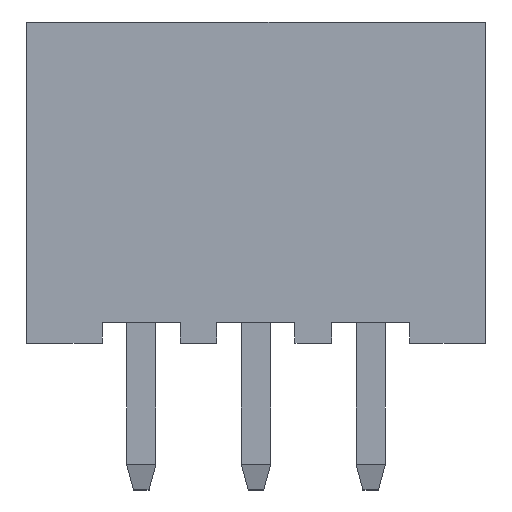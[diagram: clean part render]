
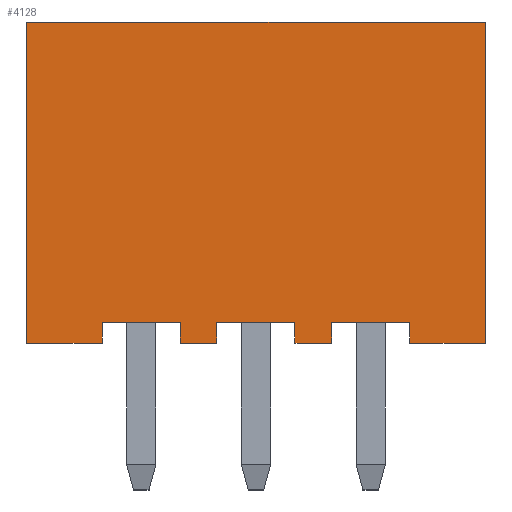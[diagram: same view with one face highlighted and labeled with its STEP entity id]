
A CAD part, front view. The second image highlights one B-rep face of the part: STEP entity #4128.
In plain terms, the highlighted planar face has unit normal (0, -1, 0).
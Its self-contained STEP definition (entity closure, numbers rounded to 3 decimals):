
#10 = DIRECTION ( 'NONE',  ( 0., 0., 1. ) ) ;
#307 = VECTOR ( 'NONE', #2683, 1000. ) ;
#425 = DIRECTION ( 'NONE',  ( 1., 0., 0. ) ) ;
#431 = EDGE_CURVE ( 'NONE', #18001, #16504, #7699, .T. ) ;
#724 = CARTESIAN_POINT ( 'NONE',  ( 3.35, -2.875, 0.45 ) ) ;
#975 = EDGE_CURVE ( 'NONE', #3157, #9472, #1249, .T. ) ;
#981 = VERTEX_POINT ( 'NONE', #14150 ) ;
#1039 = CARTESIAN_POINT ( 'NONE',  ( -0.85, -2.875, 0. ) ) ;
#1249 = LINE ( 'NONE', #11116, #17324 ) ;
#1267 = VERTEX_POINT ( 'NONE', #5446 ) ;
#2133 = CARTESIAN_POINT ( 'NONE',  ( 1.65, -2.875, 0.45 ) ) ;
#2321 = LINE ( 'NONE', #10645, #5907 ) ;
#2393 = VECTOR ( 'NONE', #6638, 1000. ) ;
#2683 = DIRECTION ( 'NONE',  ( 1., 0., 0. ) ) ;
#2717 = EDGE_CURVE ( 'NONE', #13637, #4507, #11958, .T. ) ;
#3015 = VERTEX_POINT ( 'NONE', #1039 ) ;
#3157 = VERTEX_POINT ( 'NONE', #11745 ) ;
#3803 = CARTESIAN_POINT ( 'NONE',  ( 5., -2.875, 0. ) ) ;
#3919 = CARTESIAN_POINT ( 'NONE',  ( 5., -2.875, 0. ) ) ;
#3952 = EDGE_CURVE ( 'NONE', #4889, #1267, #14225, .T. ) ;
#4007 = DIRECTION ( 'NONE',  ( 0., 0., 1. ) ) ;
#4059 = CARTESIAN_POINT ( 'NONE',  ( 5., -2.875, 7. ) ) ;
#4128 = ADVANCED_FACE ( 'NONE', ( #13575 ), #17734, .F. ) ;
#4507 = VERTEX_POINT ( 'NONE', #13422 ) ;
#4820 = VERTEX_POINT ( 'NONE', #7661 ) ;
#4827 = EDGE_CURVE ( 'NONE', #5619, #16230, #17463, .T. ) ;
#4889 = VERTEX_POINT ( 'NONE', #4059 ) ;
#5082 = ORIENTED_EDGE ( 'NONE', *, *, #431, .T. ) ;
#5227 = ORIENTED_EDGE ( 'NONE', *, *, #12438, .F. ) ;
#5446 = CARTESIAN_POINT ( 'NONE',  ( 5., -2.875, 0. ) ) ;
#5619 = VERTEX_POINT ( 'NONE', #9568 ) ;
#5870 = VECTOR ( 'NONE', #7852, 1000. ) ;
#5907 = VECTOR ( 'NONE', #7829, 1000. ) ;
#5975 = EDGE_CURVE ( 'NONE', #4507, #4820, #18186, .T. ) ;
#6204 = CARTESIAN_POINT ( 'NONE',  ( -1.65, -2.875, 0. ) ) ;
#6231 = CARTESIAN_POINT ( 'NONE',  ( 0.85, -2.875, 0.45 ) ) ;
#6286 = EDGE_CURVE ( 'NONE', #14016, #18001, #2321, .T. ) ;
#6334 = DIRECTION ( 'NONE',  ( 0., 1., 0. ) ) ;
#6638 = DIRECTION ( 'NONE',  ( 0., 0., 1. ) ) ;
#6662 = LINE ( 'NONE', #3919, #5870 ) ;
#6778 = ORIENTED_EDGE ( 'NONE', *, *, #975, .T. ) ;
#6904 = LINE ( 'NONE', #8278, #11741 ) ;
#6905 = CARTESIAN_POINT ( 'NONE',  ( 0.85, -2.875, 0. ) ) ;
#6933 = ORIENTED_EDGE ( 'NONE', *, *, #7939, .T. ) ;
#6953 = ORIENTED_EDGE ( 'NONE', *, *, #10371, .T. ) ;
#7041 = AXIS2_PLACEMENT_3D ( 'NONE', #12076, #6334, #11976 ) ;
#7653 = VECTOR ( 'NONE', #10, 1000. ) ;
#7661 = CARTESIAN_POINT ( 'NONE',  ( 0.85, -2.875, 0. ) ) ;
#7699 = LINE ( 'NONE', #11698, #12478 ) ;
#7829 = DIRECTION ( 'NONE',  ( 0., 0., -1. ) ) ;
#7852 = DIRECTION ( 'NONE',  ( 1., 0., 0. ) ) ;
#7916 = VECTOR ( 'NONE', #14107, 1000. ) ;
#7939 = EDGE_CURVE ( 'NONE', #981, #1267, #15049, .T. ) ;
#8278 = CARTESIAN_POINT ( 'NONE',  ( 3.35, -2.875, 0. ) ) ;
#8351 = LINE ( 'NONE', #13627, #14532 ) ;
#8464 = VECTOR ( 'NONE', #11788, 1000. ) ;
#8613 = CARTESIAN_POINT ( 'NONE',  ( -3.35, -2.875, 0.45 ) ) ;
#8626 = LINE ( 'NONE', #11528, #10766 ) ;
#8641 = EDGE_CURVE ( 'NONE', #10020, #3157, #8626, .T. ) ;
#8773 = EDGE_CURVE ( 'NONE', #16504, #10020, #10426, .T. ) ;
#9091 = VECTOR ( 'NONE', #12136, 1000. ) ;
#9257 = ORIENTED_EDGE ( 'NONE', *, *, #8773, .T. ) ;
#9472 = VERTEX_POINT ( 'NONE', #6204 ) ;
#9568 = CARTESIAN_POINT ( 'NONE',  ( 1.65, -2.875, 0. ) ) ;
#9600 = CARTESIAN_POINT ( 'NONE',  ( -3.35, -2.875, 0. ) ) ;
#9638 = CARTESIAN_POINT ( 'NONE',  ( 5., -2.875, 0. ) ) ;
#9853 = CARTESIAN_POINT ( 'NONE',  ( -0.85, -2.875, 0. ) ) ;
#9953 = VECTOR ( 'NONE', #12957, 1000. ) ;
#10020 = VERTEX_POINT ( 'NONE', #8613 ) ;
#10371 = EDGE_CURVE ( 'NONE', #15233, #981, #6904, .T. ) ;
#10426 = LINE ( 'NONE', #9600, #11194 ) ;
#10542 = LINE ( 'NONE', #724, #15735 ) ;
#10592 = ORIENTED_EDGE ( 'NONE', *, *, #3952, .F. ) ;
#10645 = CARTESIAN_POINT ( 'NONE',  ( -5., -2.875, 7. ) ) ;
#10766 = VECTOR ( 'NONE', #425, 1000. ) ;
#10792 = DIRECTION ( 'NONE',  ( 0., 0., -1. ) ) ;
#10932 = DIRECTION ( 'NONE',  ( 0., 0., -1. ) ) ;
#11116 = CARTESIAN_POINT ( 'NONE',  ( -1.65, -2.875, 0. ) ) ;
#11194 = VECTOR ( 'NONE', #4007, 1000. ) ;
#11350 = ORIENTED_EDGE ( 'NONE', *, *, #2717, .T. ) ;
#11528 = CARTESIAN_POINT ( 'NONE',  ( -1.65, -2.875, 0.45 ) ) ;
#11646 = ORIENTED_EDGE ( 'NONE', *, *, #12979, .T. ) ;
#11698 = CARTESIAN_POINT ( 'NONE',  ( 5., -2.875, 0. ) ) ;
#11735 = CARTESIAN_POINT ( 'NONE',  ( 3.35, -2.875, 0.45 ) ) ;
#11741 = VECTOR ( 'NONE', #10792, 1000. ) ;
#11745 = CARTESIAN_POINT ( 'NONE',  ( -1.65, -2.875, 0.45 ) ) ;
#11788 = DIRECTION ( 'NONE',  ( 1., 0., 0. ) ) ;
#11794 = DIRECTION ( 'NONE',  ( 1., 0., 0. ) ) ;
#11864 = EDGE_CURVE ( 'NONE', #3015, #13637, #15408, .T. ) ;
#11958 = LINE ( 'NONE', #6231, #8464 ) ;
#11976 = DIRECTION ( 'NONE',  ( 0., 0., -1. ) ) ;
#12076 = CARTESIAN_POINT ( 'NONE',  ( 5., -2.875, 7. ) ) ;
#12083 = CARTESIAN_POINT ( 'NONE',  ( -3.35, -2.875, 0. ) ) ;
#12136 = DIRECTION ( 'NONE',  ( 1., 0., 0. ) ) ;
#12292 = ORIENTED_EDGE ( 'NONE', *, *, #4827, .T. ) ;
#12438 = EDGE_CURVE ( 'NONE', #14016, #4889, #8351, .T. ) ;
#12478 = VECTOR ( 'NONE', #11794, 1000. ) ;
#12723 = CARTESIAN_POINT ( 'NONE',  ( -0.85, -2.875, 0.45 ) ) ;
#12957 = DIRECTION ( 'NONE',  ( 0., 0., -1. ) ) ;
#12979 = EDGE_CURVE ( 'NONE', #16230, #15233, #10542, .T. ) ;
#13088 = ORIENTED_EDGE ( 'NONE', *, *, #11864, .T. ) ;
#13422 = CARTESIAN_POINT ( 'NONE',  ( 0.85, -2.875, 0.45 ) ) ;
#13492 = CARTESIAN_POINT ( 'NONE',  ( 1.65, -2.875, 0. ) ) ;
#13575 = FACE_OUTER_BOUND ( 'NONE', #16304, .T. ) ;
#13627 = CARTESIAN_POINT ( 'NONE',  ( 5., -2.875, 7. ) ) ;
#13637 = VERTEX_POINT ( 'NONE', #12723 ) ;
#14016 = VERTEX_POINT ( 'NONE', #17794 ) ;
#14076 = ORIENTED_EDGE ( 'NONE', *, *, #6286, .T. ) ;
#14107 = DIRECTION ( 'NONE',  ( 0., 0., -1. ) ) ;
#14150 = CARTESIAN_POINT ( 'NONE',  ( 3.35, -2.875, 0. ) ) ;
#14186 = EDGE_CURVE ( 'NONE', #9472, #3015, #6662, .T. ) ;
#14225 = LINE ( 'NONE', #17103, #9953 ) ;
#14532 = VECTOR ( 'NONE', #15000, 1000. ) ;
#15000 = DIRECTION ( 'NONE',  ( 1., 0., 0. ) ) ;
#15049 = LINE ( 'NONE', #3803, #9091 ) ;
#15206 = LINE ( 'NONE', #9638, #307 ) ;
#15233 = VERTEX_POINT ( 'NONE', #11735 ) ;
#15408 = LINE ( 'NONE', #9853, #7653 ) ;
#15735 = VECTOR ( 'NONE', #16138, 1000. ) ;
#15746 = ORIENTED_EDGE ( 'NONE', *, *, #8641, .T. ) ;
#16138 = DIRECTION ( 'NONE',  ( 1., 0., 0. ) ) ;
#16230 = VERTEX_POINT ( 'NONE', #2133 ) ;
#16304 = EDGE_LOOP ( 'NONE', ( #11350, #16495, #17514, #12292, #11646, #6953, #6933, #10592, #5227, #14076, #5082, #9257, #15746, #6778, #18036, #13088 ) ) ;
#16495 = ORIENTED_EDGE ( 'NONE', *, *, #5975, .T. ) ;
#16504 = VERTEX_POINT ( 'NONE', #12083 ) ;
#16827 = CARTESIAN_POINT ( 'NONE',  ( -5., -2.875, 0. ) ) ;
#17103 = CARTESIAN_POINT ( 'NONE',  ( 5., -2.875, 7. ) ) ;
#17324 = VECTOR ( 'NONE', #10932, 1000. ) ;
#17374 = EDGE_CURVE ( 'NONE', #4820, #5619, #15206, .T. ) ;
#17463 = LINE ( 'NONE', #13492, #2393 ) ;
#17514 = ORIENTED_EDGE ( 'NONE', *, *, #17374, .T. ) ;
#17734 = PLANE ( 'NONE',  #7041 ) ;
#17794 = CARTESIAN_POINT ( 'NONE',  ( -5., -2.875, 7. ) ) ;
#18001 = VERTEX_POINT ( 'NONE', #16827 ) ;
#18036 = ORIENTED_EDGE ( 'NONE', *, *, #14186, .T. ) ;
#18186 = LINE ( 'NONE', #6905, #7916 ) ;
